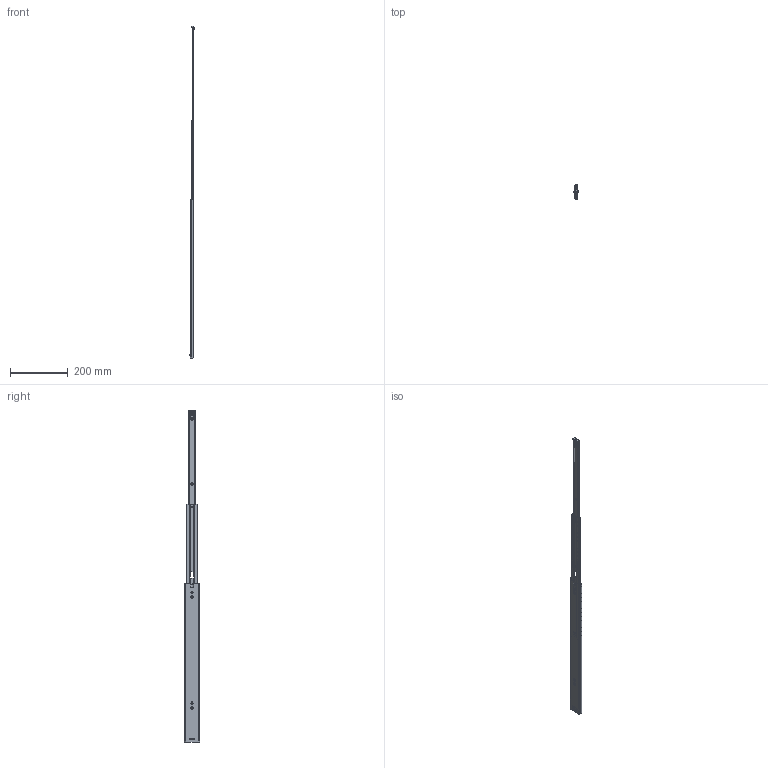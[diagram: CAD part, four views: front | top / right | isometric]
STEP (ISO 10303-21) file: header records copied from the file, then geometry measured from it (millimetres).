
FILE_DESCRIPTION(/* description */ ('Überauszug Serie 036 550x600'),/* implementation_level */ '2;1');
FILE_NAME(/* name */ '07000059006.stp',/* time_stamp */ '2020-06-22T09:44:19+02:00',/* author */ ('Dennis Bruder'),/* organization */ (''),/* preprocessor_version */ 'ST-DEVELOPER v18',/* originating_system */ 'Autodesk Inventor 2020',/* authorisation */ '');
FILE_SCHEMA (('AUTOMOTIVE_DESIGN { 1 0 10303 214 3 1 1 }'));
Products named in the file (1): 07000059006
Bounding box: 14.7 x 52.5 x 1150 mm (x, y, z)
Volume: 162824.2 mm3; surface area: 244247.6 mm2
Topology: 73 solids, 73 shells, 3601 faces, 10799 edges, 7119 vertices
Faces by surface type: plane 1606, cylinder 862, cone 522, bspline 288, torus 259, sphere 64
Full cylindrical faces by diameter (mm): 1 x8, 1.5 x2, 3.5 x2, 4.5 x6, 4.6 x5, 5 x4, 5.5 x1, 5.6 x1, 5.9 x3, 6 x2, 8 x4, 8.2 x1, 10 x1
Entity records: 145279 total; most frequent: CARTESIAN_POINT 49902, ORIENTED_EDGE 21338, DIRECTION 16937, EDGE_CURVE 10669, VERTEX_POINT 7119, AXIS2_PLACEMENT_3D 5970, LINE 4997, VECTOR 4997
